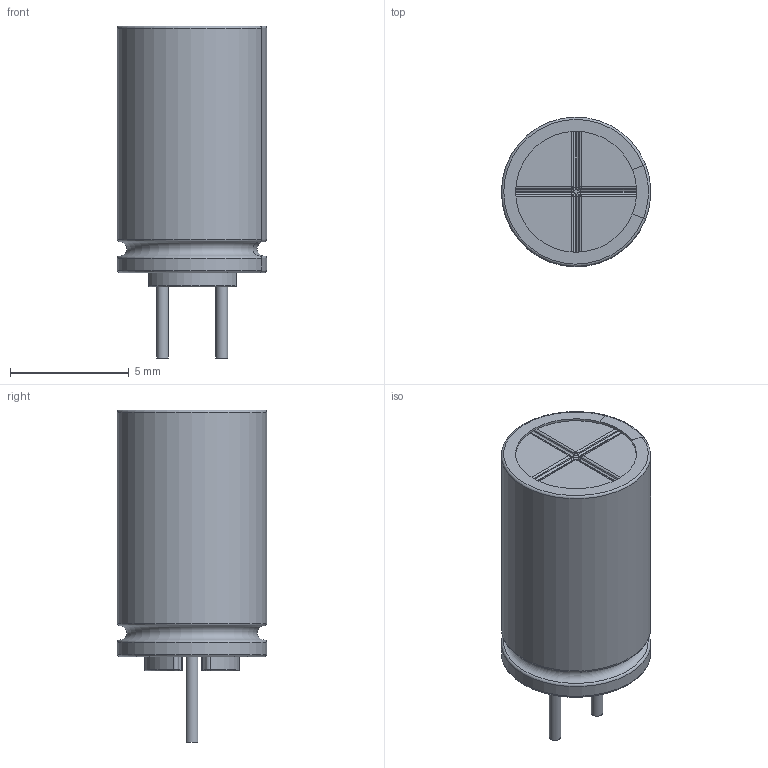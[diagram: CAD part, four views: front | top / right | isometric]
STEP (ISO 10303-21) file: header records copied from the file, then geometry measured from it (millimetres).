
FILE_DESCRIPTION(('FreeCAD Model'),'2;1');
FILE_NAME('Capacitor-Electrolytic-7x11.step','2018-05-07T13:51:38',('kicad StepUp'),('ksu MCAD'), 'Open CASCADE STEP processor 7.2','FreeCAD','Unknown');
FILE_SCHEMA(('AUTOMOTIVE_DESIGN { 1 0 10303 214 1 1 1 1 }'));
Length unit declared in the file: millimetre
Products named in the file (3): Solid; Common001; Solid002
Bounding box: 6.29 x 6.3 x 14 mm (x, y, z)
Volume: 323 mm3; surface area: 746.5 mm2
Topology: 3 solids, 3 shells, 120 faces, 291 edges, 182 vertices
Faces by surface type: cylinder 52, plane 33, torus 27, sphere 4, bspline 4
Full cylindrical faces by diameter (mm): 0.5 x2, 6.1 x2
Entity records: 4296 total; most frequent: CARTESIAN_POINT 721, DIRECTION 688, ORIENTED_EDGE 582, EDGE_CURVE 291, AXIS2_PLACEMENT_3D 285, VERTEX_POINT 182, CIRCLE 160, FACE_BOUND 125
